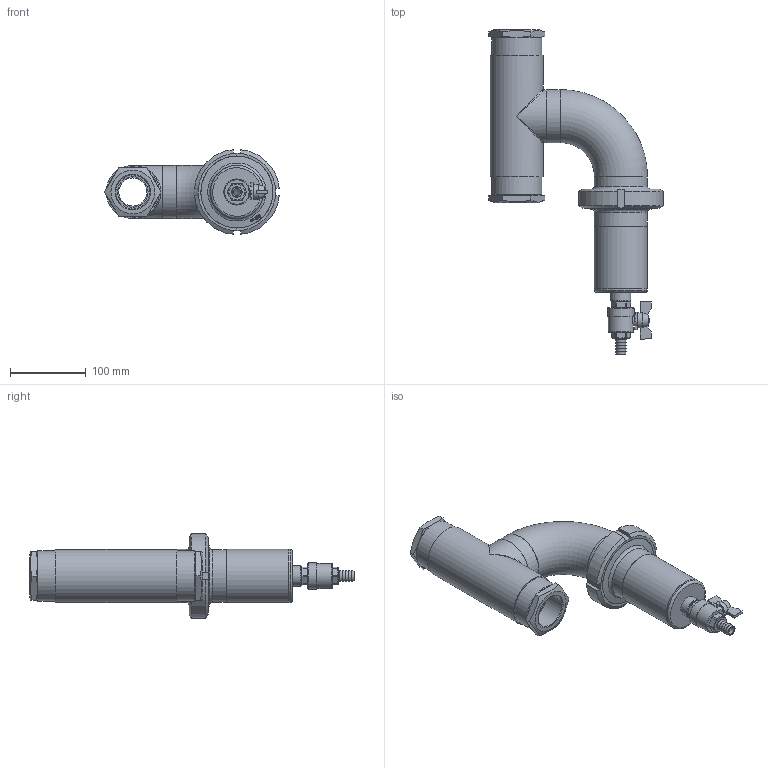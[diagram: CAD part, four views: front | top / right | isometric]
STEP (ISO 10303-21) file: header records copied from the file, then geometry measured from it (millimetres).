
FILE_DESCRIPTION(/* description */ ('Unknown'),/* implementation_level */ '2;1');
FILE_NAME(/* name */ 'RD4G64VH STP',/* time_stamp */ '2021-04-10T09:33:01+02:00',/* author */ ('Unknown'),/* organization */ ('Unknown'),/* preprocessor_version */ 'ST-DEVELOPER v16.7',/* originating_system */ 'Solid Edge',/* authorisation */ 'Unknown');
FILE_SCHEMA (('AUTOMOTIVE_DESIGN {1 0 10303 214 3 1 1}'));
Length unit declared in the file: millimetre
Products named in the file (19): RD4G64VH STP; RD4G2VH STP; 40-011-0; 40-009-0; MUFNA G 2 INCH ; KOLENO 70X2 R80 90ST; HRDLO KUZELOVE DN65; MATICE PRESUVNA  DN65; TESNENI  DN65; HRDLO ZAVITOVE DN65; 40-010-0; 40-003-0; 40-012-1; O KROUZEK 19X2 EPDM ; 40-013-0  BALL VALVE G 1_2  MM ; 40-013-0 BALL VALVE G 1_2 PART1_2; 40-013-0 BALL VALVE G 1_2 PART2_2; 40-001-0; BRASS REDUCTION  2_0 6_4 MF
Assembly tree (20 placements, depth 4):
  RD4G64VH STP
    RD4G2VH STP
      40-011-0
      40-009-0
      MUFNA G 2 INCH   x2
      KOLENO 70X2 R80 90ST
      HRDLO KUZELOVE DN65
      MATICE PRESUVNA  DN65
      TESNENI  DN65
      HRDLO ZAVITOVE DN65
      40-010-0
      40-003-0
      40-012-1
      O KROUZEK 19X2 EPDM 
      40-013-0  BALL VALVE G 1_2  MM 
        40-013-0 BALL VALVE G 1_2 PART1_2
        40-013-0 BALL VALVE G 1_2 PART2_2
      40-001-0
    BRASS REDUCTION  2_0 6_4 MF  x2
Bounding box: 229.93 x 428 x 111.55 mm (x, y, z)
Volume: 523262.1 mm3; surface area: 324514.1 mm2
Topology: 18 solids, 18 shells, 807 faces, 1995 edges, 1303 vertices
Faces by surface type: plane 504, cylinder 202, cone 84, torus 12, bspline 4, sphere 1
Full cylindrical faces by diameter (mm): 7 x1, 8 x1, 10 x2, 14 x1, 14.95 x2, 15 x3, 18.631 x1, 19 x2, 20 x1, 20.955 x2, 23 x2, 26.5 x2, 33 x1, 34.5 x1, 37 x1, 40.2 x1, 41.6 x1, 44.845 x2, 56.66 x2, 59.614 x4, 64.84 x1, 65.8 x1, 66 x8, 66.3 x2, 70 x9, 71 x2, 79 x1, 80 x1, 81 x2, 91.19 x1
Entity records: 24119 total; most frequent: CARTESIAN_POINT 5002, ORIENTED_EDGE 3568, DIRECTION 3454, EDGE_CURVE 1784, VERTEX_POINT 1225, AXIS2_PLACEMENT_3D 1200, LINE 1054, VECTOR 1054
